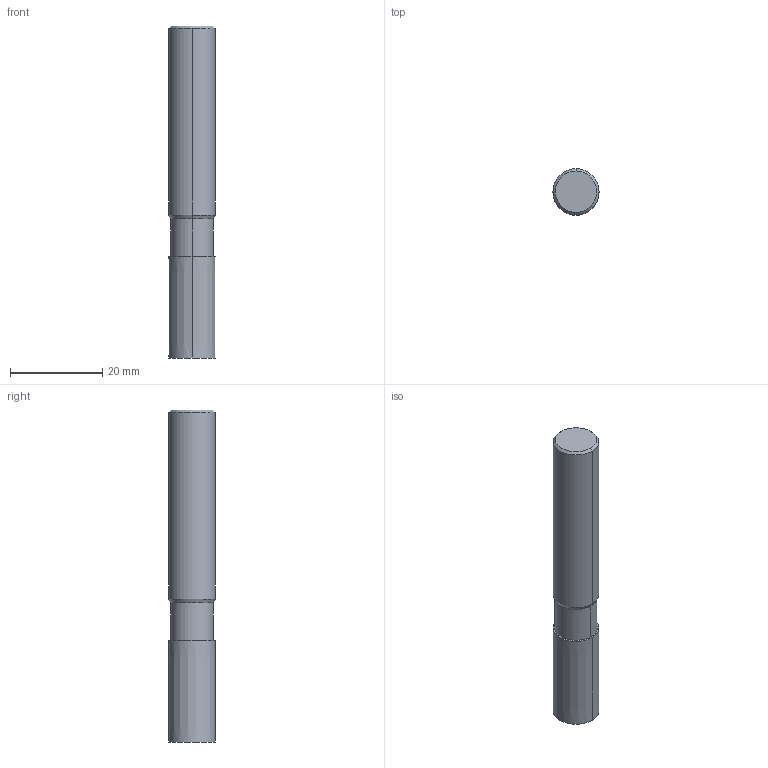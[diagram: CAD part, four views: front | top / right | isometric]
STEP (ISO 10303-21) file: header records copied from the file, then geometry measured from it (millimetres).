
FILE_DESCRIPTION(('no description'),'unknown implementation level');
FILE_NAME('solid_20SIFX7zfgrPI8MdPYIoG4vsPA_1.STP',' ',('CIMSOURCE GmbH'),('CADClick - KiM GmbH - www.kimweb.de'),'unknown preprocess','ACIS','unknown authorization');
FILE_SCHEMA(('automotive_design'));
Length unit declared in the file: millimetre
Products named in the file (2): 1; 2
Bounding box: 10 x 10 x 72 mm (x, y, z)
Volume: 5547.2 mm3; surface area: 2559.5 mm2
Topology: 2 solids, 2 shells, 19 faces, 38 edges, 22 vertices
Faces by surface type: cone 10, plane 5, cylinder 4
Entity records: 969 total; most frequent: DIRECTION 104, CARTESIAN_POINT 81, STYLED_ITEM 77, PRESENTATION_STYLE_ASSIGNMENT 77, COLOUR_RGB 77, ORIENTED_EDGE 68, AXIS2_PLACEMENT_3D 45, EDGE_CURVE 34
